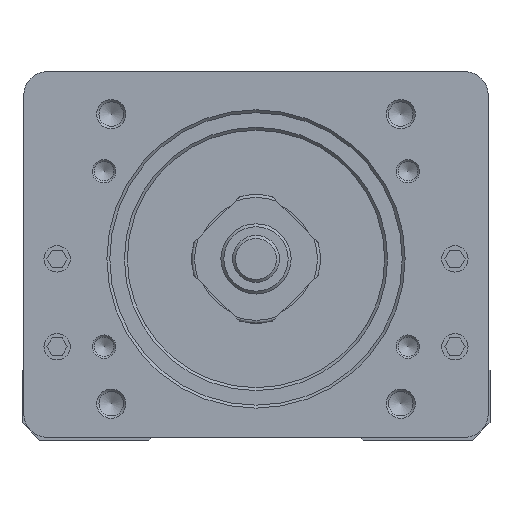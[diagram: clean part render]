
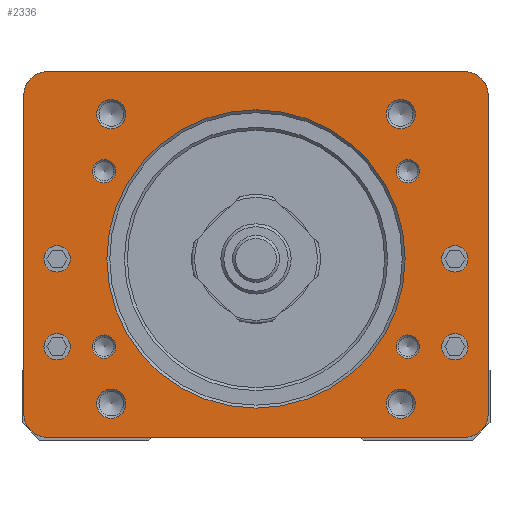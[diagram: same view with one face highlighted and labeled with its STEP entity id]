
A CAD part, front view. The second image highlights one B-rep face of the part: STEP entity #2336.
In plain terms, the highlighted planar face has unit normal (0, -1, 0).
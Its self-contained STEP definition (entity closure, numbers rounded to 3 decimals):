
#2336=ADVANCED_FACE('',(#4483,#4484,#4485,#4486,#4487,#4488,#4489,#4490,
#4491,#4492,#4493,#4494,#4495,#4496),#3617,.T.);
#3617=PLANE('',#25266);
#4483=FACE_BOUND('',#5600,.T.);
#4484=FACE_BOUND('',#5601,.T.);
#4485=FACE_BOUND('',#5602,.T.);
#4486=FACE_BOUND('',#5603,.T.);
#4487=FACE_BOUND('',#5604,.T.);
#4488=FACE_BOUND('',#5605,.T.);
#4489=FACE_BOUND('',#5606,.T.);
#4490=FACE_BOUND('',#5607,.T.);
#4491=FACE_BOUND('',#5608,.T.);
#4492=FACE_BOUND('',#5609,.T.);
#4493=FACE_BOUND('',#5610,.T.);
#4494=FACE_BOUND('',#5611,.T.);
#4495=FACE_BOUND('',#5612,.T.);
#4496=FACE_BOUND('',#5613,.T.);
#5600=EDGE_LOOP('',(#9949));
#5601=EDGE_LOOP('',(#9950));
#5602=EDGE_LOOP('',(#9951));
#5603=EDGE_LOOP('',(#9952));
#5604=EDGE_LOOP('',(#9953));
#5605=EDGE_LOOP('',(#9954));
#5606=EDGE_LOOP('',(#9955));
#5607=EDGE_LOOP('',(#9956));
#5608=EDGE_LOOP('',(#9957));
#5609=EDGE_LOOP('',(#9958));
#5610=EDGE_LOOP('',(#9959));
#5611=EDGE_LOOP('',(#9960));
#5612=EDGE_LOOP('',(#9961));
#5613=EDGE_LOOP('',(#9962,#9963,#9964,#9965,#9966,#9967,#9968,#9969));
#7115=CIRCLE('',#25242,4.);
#7116=CIRCLE('',#25244,4.);
#7118=CIRCLE('',#25247,4.);
#7120=CIRCLE('',#25251,4.);
#7121=CIRCLE('',#25253,25.5);
#7122=CIRCLE('',#25254,2.5);
#7123=CIRCLE('',#25255,2.5);
#7124=CIRCLE('',#25256,2.5);
#7125=CIRCLE('',#25257,2.5);
#7126=CIRCLE('',#25258,2.);
#7127=CIRCLE('',#25259,2.);
#7128=CIRCLE('',#25260,2.);
#7129=CIRCLE('',#25261,2.);
#7130=CIRCLE('',#25262,2.25);
#7131=CIRCLE('',#25263,2.25);
#7132=CIRCLE('',#25264,2.25);
#7133=CIRCLE('',#25265,2.25);
#9949=ORIENTED_EDGE('',*,*,#17783,.T.);
#9950=ORIENTED_EDGE('',*,*,#17784,.T.);
#9951=ORIENTED_EDGE('',*,*,#17785,.T.);
#9952=ORIENTED_EDGE('',*,*,#17786,.T.);
#9953=ORIENTED_EDGE('',*,*,#17787,.T.);
#9954=ORIENTED_EDGE('',*,*,#17788,.T.);
#9955=ORIENTED_EDGE('',*,*,#17789,.T.);
#9956=ORIENTED_EDGE('',*,*,#17790,.T.);
#9957=ORIENTED_EDGE('',*,*,#17791,.T.);
#9958=ORIENTED_EDGE('',*,*,#17792,.T.);
#9959=ORIENTED_EDGE('',*,*,#17793,.T.);
#9960=ORIENTED_EDGE('',*,*,#17794,.T.);
#9961=ORIENTED_EDGE('',*,*,#17795,.T.);
#9962=ORIENTED_EDGE('',*,*,#17767,.T.);
#9963=ORIENTED_EDGE('',*,*,#17404,.T.);
#9964=ORIENTED_EDGE('',*,*,#17768,.T.);
#9965=ORIENTED_EDGE('',*,*,#17741,.T.);
#9966=ORIENTED_EDGE('',*,*,#17771,.T.);
#9967=ORIENTED_EDGE('',*,*,#17778,.T.);
#9968=ORIENTED_EDGE('',*,*,#17782,.T.);
#9969=ORIENTED_EDGE('',*,*,#17731,.T.);
#14821=VERTEX_POINT('',#35624);
#14822=VERTEX_POINT('',#35626);
#15101=VERTEX_POINT('',#36497);
#15102=VERTEX_POINT('',#36499);
#15109=VERTEX_POINT('',#36517);
#15110=VERTEX_POINT('',#36519);
#15131=VERTEX_POINT('',#36574);
#15137=VERTEX_POINT('',#36588);
#15138=VERTEX_POINT('',#36597);
#15139=VERTEX_POINT('',#36599);
#15140=VERTEX_POINT('',#36601);
#15141=VERTEX_POINT('',#36603);
#15142=VERTEX_POINT('',#36605);
#15143=VERTEX_POINT('',#36607);
#15144=VERTEX_POINT('',#36609);
#15145=VERTEX_POINT('',#36611);
#15146=VERTEX_POINT('',#36613);
#15147=VERTEX_POINT('',#36615);
#15148=VERTEX_POINT('',#36617);
#15149=VERTEX_POINT('',#36619);
#15150=VERTEX_POINT('',#36621);
#17404=EDGE_CURVE('',#14822,#14821,#20478,.T.);
#17731=EDGE_CURVE('',#15102,#15101,#20683,.T.);
#17741=EDGE_CURVE('',#15110,#15109,#20692,.T.);
#17767=EDGE_CURVE('',#15101,#14822,#7115,.T.);
#17768=EDGE_CURVE('',#14821,#15110,#7116,.T.);
#17771=EDGE_CURVE('',#15109,#15131,#7118,.T.);
#17778=EDGE_CURVE('',#15131,#15137,#20713,.T.);
#17782=EDGE_CURVE('',#15137,#15102,#7120,.T.);
#17783=EDGE_CURVE('',#15138,#15138,#7121,.T.);
#17784=EDGE_CURVE('',#15139,#15139,#7122,.T.);
#17785=EDGE_CURVE('',#15140,#15140,#7123,.T.);
#17786=EDGE_CURVE('',#15141,#15141,#7124,.T.);
#17787=EDGE_CURVE('',#15142,#15142,#7125,.T.);
#17788=EDGE_CURVE('',#15143,#15143,#7126,.T.);
#17789=EDGE_CURVE('',#15144,#15144,#7127,.T.);
#17790=EDGE_CURVE('',#15145,#15145,#7128,.T.);
#17791=EDGE_CURVE('',#15146,#15146,#7129,.T.);
#17792=EDGE_CURVE('',#15147,#15147,#7130,.T.);
#17793=EDGE_CURVE('',#15148,#15148,#7131,.T.);
#17794=EDGE_CURVE('',#15149,#15149,#7132,.T.);
#17795=EDGE_CURVE('',#15150,#15150,#7133,.T.);
#20478=LINE('',#35625,#22853);
#20683=LINE('',#36498,#23058);
#20692=LINE('',#36518,#23067);
#20713=LINE('',#36589,#23088);
#22853=VECTOR('',#28441,1.);
#23058=VECTOR('',#28974,1.);
#23067=VECTOR('',#28989,1.);
#23088=VECTOR('',#29054,1.);
#25242=AXIS2_PLACEMENT_3D('',#36567,#29033,#29034);
#25244=AXIS2_PLACEMENT_3D('',#36569,#29037,#29038);
#25247=AXIS2_PLACEMENT_3D('',#36575,#29044,#29045);
#25251=AXIS2_PLACEMENT_3D('',#36594,#29061,#29062);
#25253=AXIS2_PLACEMENT_3D('',#36596,#29065,#29066);
#25254=AXIS2_PLACEMENT_3D('',#36598,#29067,#29068);
#25255=AXIS2_PLACEMENT_3D('',#36600,#29069,#29070);
#25256=AXIS2_PLACEMENT_3D('',#36602,#29071,#29072);
#25257=AXIS2_PLACEMENT_3D('',#36604,#29073,#29074);
#25258=AXIS2_PLACEMENT_3D('',#36606,#29075,#29076);
#25259=AXIS2_PLACEMENT_3D('',#36608,#29077,#29078);
#25260=AXIS2_PLACEMENT_3D('',#36610,#29079,#29080);
#25261=AXIS2_PLACEMENT_3D('',#36612,#29081,#29082);
#25262=AXIS2_PLACEMENT_3D('',#36614,#29083,#29084);
#25263=AXIS2_PLACEMENT_3D('',#36616,#29085,#29086);
#25264=AXIS2_PLACEMENT_3D('',#36618,#29087,#29088);
#25265=AXIS2_PLACEMENT_3D('',#36620,#29089,#29090);
#25266=AXIS2_PLACEMENT_3D('',#36622,#29091,#29092);
#28441=DIRECTION('',(1.,0.,0.));
#28974=DIRECTION('',(0.,0.,-1.));
#28989=DIRECTION('',(0.,0.,1.));
#29033=DIRECTION('',(0.,-1.,0.));
#29034=DIRECTION('',(1.,0.,0.));
#29037=DIRECTION('',(0.,-1.,0.));
#29038=DIRECTION('',(1.,0.,0.));
#29044=DIRECTION('',(0.,-1.,0.));
#29045=DIRECTION('',(1.,0.,0.));
#29054=DIRECTION('',(-1.,0.,0.));
#29061=DIRECTION('',(0.,-1.,0.));
#29062=DIRECTION('',(1.,0.,0.));
#29065=DIRECTION('',(0.,1.,0.));
#29066=DIRECTION('',(0.,0.,-1.));
#29067=DIRECTION('',(0.,1.,0.));
#29068=DIRECTION('',(0.,0.,-1.));
#29069=DIRECTION('',(0.,1.,0.));
#29070=DIRECTION('',(0.,0.,-1.));
#29071=DIRECTION('',(0.,1.,0.));
#29072=DIRECTION('',(0.,0.,-1.));
#29073=DIRECTION('',(0.,1.,0.));
#29074=DIRECTION('',(0.,0.,-1.));
#29075=DIRECTION('',(0.,1.,0.));
#29076=DIRECTION('',(0.,0.,-1.));
#29077=DIRECTION('',(0.,1.,0.));
#29078=DIRECTION('',(0.,0.,-1.));
#29079=DIRECTION('',(0.,1.,0.));
#29080=DIRECTION('',(0.,0.,-1.));
#29081=DIRECTION('',(0.,1.,0.));
#29082=DIRECTION('',(0.,0.,-1.));
#29083=DIRECTION('',(0.,1.,0.));
#29084=DIRECTION('',(0.,0.,-1.));
#29085=DIRECTION('',(0.,1.,0.));
#29086=DIRECTION('',(0.,0.,-1.));
#29087=DIRECTION('',(0.,1.,0.));
#29088=DIRECTION('',(0.,0.,-1.));
#29089=DIRECTION('',(0.,1.,0.));
#29090=DIRECTION('',(0.,0.,-1.));
#29091=DIRECTION('',(0.,-1.,0.));
#29092=DIRECTION('',(0.,0.,1.));
#35624=CARTESIAN_POINT('',(35.7,-243.7,-18.5));
#35625=CARTESIAN_POINT('',(-35.7,-243.7,-18.5));
#35626=CARTESIAN_POINT('',(-35.7,-243.7,-18.5));
#36497=CARTESIAN_POINT('',(-39.7,-243.7,-14.5));
#36498=CARTESIAN_POINT('',(-39.7,-243.7,40.));
#36499=CARTESIAN_POINT('',(-39.7,-243.7,40.));
#36517=CARTESIAN_POINT('',(39.7,-243.7,40.));
#36518=CARTESIAN_POINT('',(39.7,-243.7,-14.5));
#36519=CARTESIAN_POINT('',(39.7,-243.7,-14.5));
#36567=CARTESIAN_POINT('',(-35.7,-243.7,-14.5));
#36569=CARTESIAN_POINT('',(35.7,-243.7,-14.5));
#36574=CARTESIAN_POINT('',(35.7,-243.7,44.));
#36575=CARTESIAN_POINT('',(35.7,-243.7,40.));
#36588=CARTESIAN_POINT('',(-35.7,-243.7,44.));
#36589=CARTESIAN_POINT('',(35.7,-243.7,44.));
#36594=CARTESIAN_POINT('',(-35.7,-243.7,40.));
#36596=CARTESIAN_POINT('',(0.,-243.7,12.));
#36597=CARTESIAN_POINT('',(0.,-243.7,-13.5));
#36598=CARTESIAN_POINT('',(-24.749,-243.7,36.749));
#36599=CARTESIAN_POINT('',(-24.749,-243.7,34.249));
#36600=CARTESIAN_POINT('',(-24.749,-243.7,-12.749));
#36601=CARTESIAN_POINT('',(-24.749,-243.7,-15.249));
#36602=CARTESIAN_POINT('',(24.749,-243.7,-12.749));
#36603=CARTESIAN_POINT('',(24.749,-243.7,-15.249));
#36604=CARTESIAN_POINT('',(24.749,-243.7,36.749));
#36605=CARTESIAN_POINT('',(24.749,-243.7,34.249));
#36606=CARTESIAN_POINT('',(25.981,-243.7,-3.));
#36607=CARTESIAN_POINT('',(25.981,-243.7,-5.));
#36608=CARTESIAN_POINT('',(25.981,-243.7,27.));
#36609=CARTESIAN_POINT('',(25.981,-243.7,25.));
#36610=CARTESIAN_POINT('',(-25.981,-243.7,-3.));
#36611=CARTESIAN_POINT('',(-25.981,-243.7,-5.));
#36612=CARTESIAN_POINT('',(-25.981,-243.7,27.));
#36613=CARTESIAN_POINT('',(-25.981,-243.7,25.));
#36614=CARTESIAN_POINT('',(-34.,-243.7,-3.));
#36615=CARTESIAN_POINT('',(-34.,-243.7,-5.25));
#36616=CARTESIAN_POINT('',(-34.,-243.7,12.));
#36617=CARTESIAN_POINT('',(-34.,-243.7,9.75));
#36618=CARTESIAN_POINT('',(34.,-243.7,-3.));
#36619=CARTESIAN_POINT('',(34.,-243.7,-5.25));
#36620=CARTESIAN_POINT('',(34.,-243.7,12.));
#36621=CARTESIAN_POINT('',(34.,-243.7,9.75));
#36622=CARTESIAN_POINT('',(-35.7,-243.7,-14.5));
